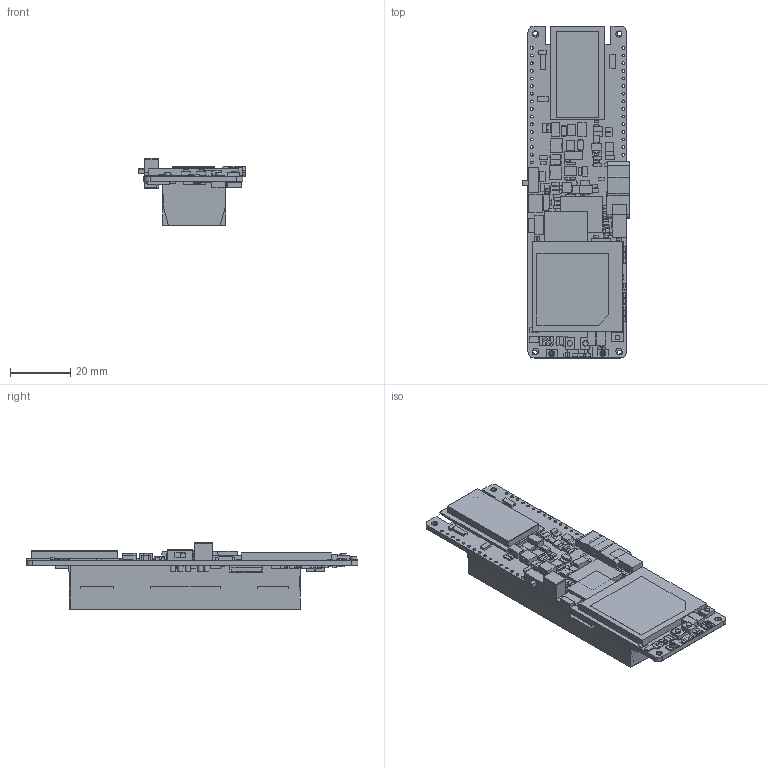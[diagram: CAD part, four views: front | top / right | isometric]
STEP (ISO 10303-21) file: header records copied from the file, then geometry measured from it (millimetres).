
FILE_DESCRIPTION(/* description */ (''),/* implementation_level */ '2;1');
FILE_NAME(/* name */ 'Comparaison t-sim7000G & t-sim7600g-h.step',/* time_stamp */ '2023-09-01T13:17:58-04:00',/* author */ (''),/* organization */ (''),/* preprocessor_version */ 'ST-DEVELOPER v20',/* originating_system */ 'Autodesk Translation Framework v12.9.0.99',/* authorisation */ '');
FILE_SCHEMA (('AUTOMOTIVE_DESIGN { 1 0 10303 214 3 1 1 }'));
Length unit declared in the file: millimetre
Products named in the file (1): (Non enregistré)
Bounding box: 35.65 x 110.56 x 22.62 mm (x, y, z)
Volume: 30791.9 mm3; surface area: 29420 mm2
Topology: 2 solids, 2 shells, 1793 faces, 4409 edges, 2934 vertices
Faces by surface type: plane 1609, cylinder 184
Full cylindrical faces by diameter (mm): 0.8 x3, 0.9 x62, 1.5 x3, 1.6 x6, 1.658 x4, 1.8 x2, 1.894 x1, 2 x7
Entity records: 52488 total; most frequent: CARTESIAN_POINT 9137, ORIENTED_EDGE 8818, DIRECTION 8373, EDGE_CURVE 4409, LINE 4033, VECTOR 4033, VERTEX_POINT 2934, EDGE_LOOP 2247
